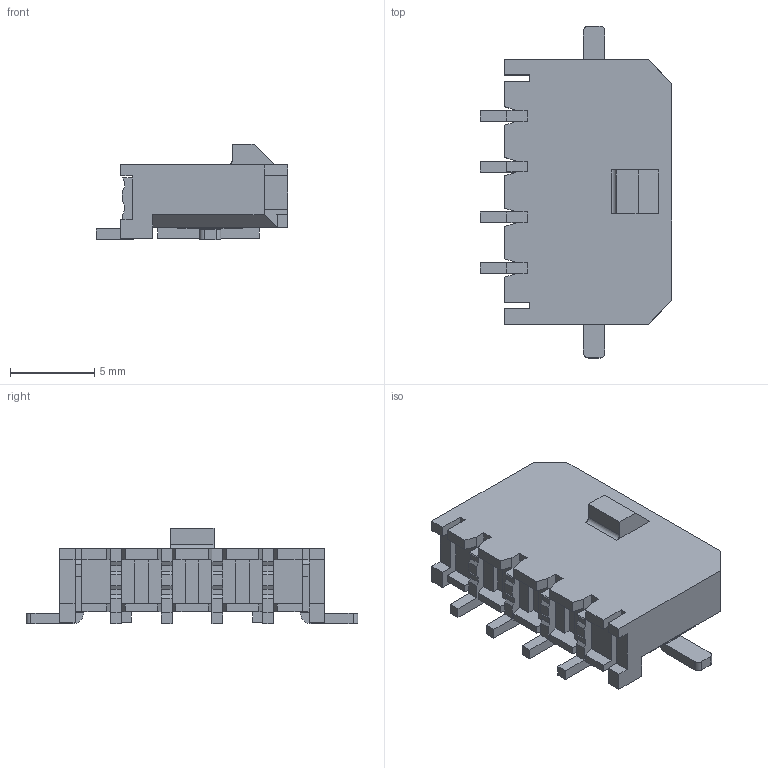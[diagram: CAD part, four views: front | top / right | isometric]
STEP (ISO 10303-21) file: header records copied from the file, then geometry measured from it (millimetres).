
FILE_DESCRIPTION(/* description */ ('Unknown'),/* implementation_level */ '2;1');
FILE_NAME(/* name */ 'J_Wurth_WR-MPC3_662104145024',/* time_stamp */ '2025-06-13T13:36:59+08:00',/* author */ ('Unknown'),/* organization */ ('Unknown'),/* preprocessor_version */ 'ST-DEVELOPER v19.4',/* originating_system */ 'Solid Edge',/* authorisation */ 'Unknown');
FILE_SCHEMA (('AUTOMOTIVE_DESIGN {1 0 10303 214 3 1 1}'));
Length unit declared in the file: millimetre
Products named in the file (2): J_Wurth_WR-MPC3_662104145024
Assembly tree (1 placements, depth 2):
  J_Wurth_WR-MPC3_662104145024
    J_Wurth_WR-MPC3_662104145024
Bounding box: 11.35 x 19.65 x 5.64 mm (x, y, z)
Volume: 391.6 mm3; surface area: 989.4 mm2
Topology: 1 solids, 1 shells, 332 faces, 902 edges, 576 vertices
Faces by surface type: plane 317, cylinder 15
Full cylindrical faces by diameter (mm): 0.8 x2
Entity records: 12528 total; most frequent: CARTESIAN_POINT 1806, ORIENTED_EDGE 1796, DIRECTION 1596, EDGE_CURVE 898, LINE 868, VECTOR 868, VERTEX_POINT 574, AXIS2_PLACEMENT_3D 364
